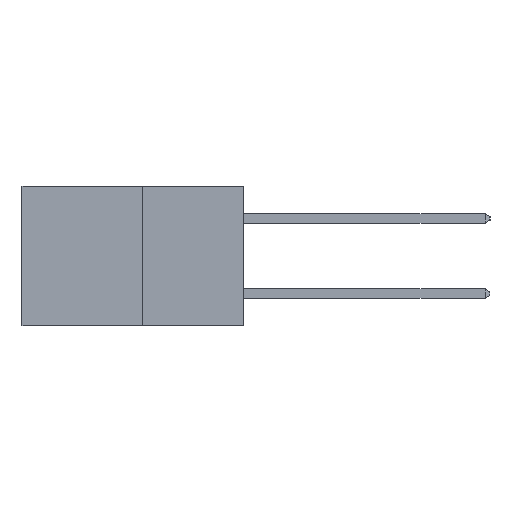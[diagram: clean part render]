
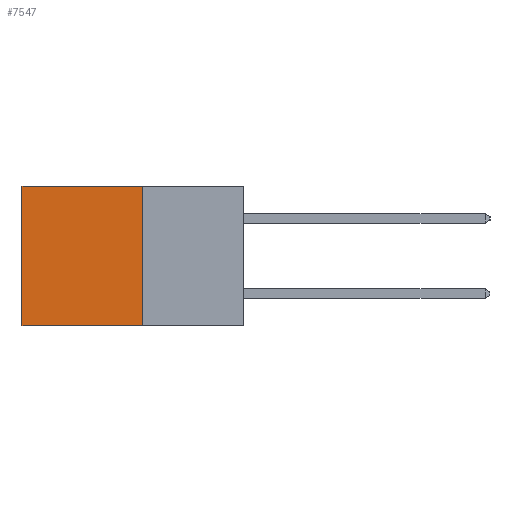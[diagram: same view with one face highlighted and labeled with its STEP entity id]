
A CAD part, left-side view. The second image highlights one B-rep face of the part: STEP entity #7547.
In plain terms, the highlighted planar face has unit normal (-1, 0, 0).
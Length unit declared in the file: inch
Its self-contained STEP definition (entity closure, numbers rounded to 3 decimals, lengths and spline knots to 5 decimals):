
#331 = DIRECTION ( 'NONE',  ( 0., 1., 0. ) ) ;
#888 = FACE_OUTER_BOUND ( 'NONE', #4356, .T. ) ;
#991 = VERTEX_POINT ( 'NONE', #11604 ) ;
#1661 = ORIENTED_EDGE ( 'NONE', *, *, #4189, .T. ) ;
#2123 = ORIENTED_EDGE ( 'NONE', *, *, #7830, .F. ) ;
#3755 = CARTESIAN_POINT ( 'NONE',  ( 0.277, 0.27, -0.37 ) ) ;
#4189 = EDGE_CURVE ( 'NONE', #991, #5302, #11514, .T. ) ;
#4356 = EDGE_LOOP ( 'NONE', ( #1661, #2123, #6179, #6666 ) ) ;
#4642 = DIRECTION ( 'NONE',  ( 1., 0., 0. ) ) ;
#5302 = VERTEX_POINT ( 'NONE', #9968 ) ;
#6058 = VERTEX_POINT ( 'NONE', #8557 ) ;
#6179 = ORIENTED_EDGE ( 'NONE', *, *, #18309, .F. ) ;
#6540 = LINE ( 'NONE', #16679, #17055 ) ;
#6666 = ORIENTED_EDGE ( 'NONE', *, *, #13938, .T. ) ;
#6973 = CARTESIAN_POINT ( 'NONE',  ( 0.277, 0.59, -0.37 ) ) ;
#7179 = CARTESIAN_POINT ( 'NONE',  ( 0.277, 0.27, 0. ) ) ;
#7547 = ADVANCED_FACE ( 'NONE', ( #888 ), #7595, .F. ) ;
#7556 = AXIS2_PLACEMENT_3D ( 'NONE', #11955, #4642, #14805 ) ;
#7595 = PLANE ( 'NONE',  #7556 ) ;
#7830 = EDGE_CURVE ( 'NONE', #6058, #5302, #15367, .T. ) ;
#8557 = CARTESIAN_POINT ( 'NONE',  ( 0.277, 0.27, -0.37 ) ) ;
#9563 = DIRECTION ( 'NONE',  ( 0., 0., -1. ) ) ;
#9968 = CARTESIAN_POINT ( 'NONE',  ( 0.277, 0.59, -0.37 ) ) ;
#10726 = DIRECTION ( 'NONE',  ( 0., 0., -1. ) ) ;
#10784 = CARTESIAN_POINT ( 'NONE',  ( 0.277, 0.27, 0. ) ) ;
#11083 = VECTOR ( 'NONE', #10726, 39.37008 ) ;
#11141 = DIRECTION ( 'NONE',  ( 0., 1., 0. ) ) ;
#11514 = LINE ( 'NONE', #6973, #11083 ) ;
#11604 = CARTESIAN_POINT ( 'NONE',  ( 0.277, 0.59, 0. ) ) ;
#11955 = CARTESIAN_POINT ( 'NONE',  ( 0.277, 0.27, -0.37 ) ) ;
#13938 = EDGE_CURVE ( 'NONE', #15037, #991, #15358, .T. ) ;
#14805 = DIRECTION ( 'NONE',  ( 0., 0., -1. ) ) ;
#15037 = VERTEX_POINT ( 'NONE', #7179 ) ;
#15358 = LINE ( 'NONE', #10784, #18563 ) ;
#15367 = LINE ( 'NONE', #3755, #18575 ) ;
#16679 = CARTESIAN_POINT ( 'NONE',  ( 0.277, 0.27, -0.37 ) ) ;
#17055 = VECTOR ( 'NONE', #9563, 39.37008 ) ;
#18309 = EDGE_CURVE ( 'NONE', #15037, #6058, #6540, .T. ) ;
#18563 = VECTOR ( 'NONE', #331, 39.37008 ) ;
#18575 = VECTOR ( 'NONE', #11141, 39.37008 ) ;
